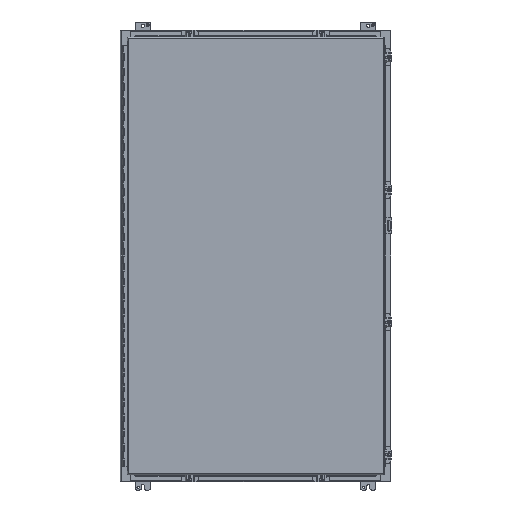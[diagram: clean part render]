
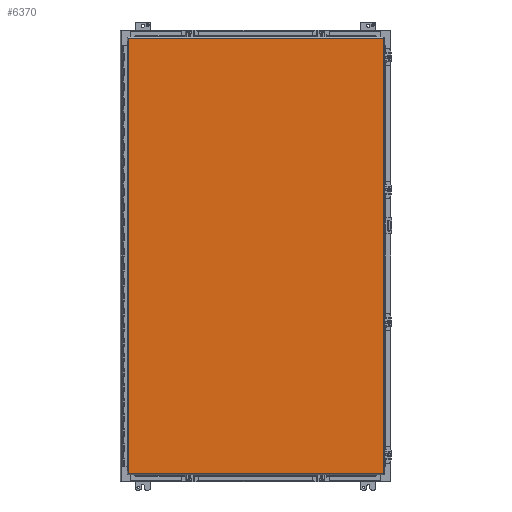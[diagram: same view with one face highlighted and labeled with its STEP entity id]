
A CAD part, front view. The second image highlights one B-rep face of the part: STEP entity #6370.
In plain terms, the highlighted planar face has unit normal (0, -1, 0).
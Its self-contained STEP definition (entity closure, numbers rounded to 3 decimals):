
#1829 = CARTESIAN_POINT ( 'NONE',  ( -16.954, -11.215, -28.995 ) ) ;
#5923 = VECTOR ( 'NONE', #42740, 39.37 ) ;
#6370 = ADVANCED_FACE ( 'NONE', ( #68258 ), #57092, .T. ) ;
#6499 = ORIENTED_EDGE ( 'NONE', *, *, #26350, .F. ) ;
#8133 = CARTESIAN_POINT ( 'NONE',  ( -16.954, -11.215, -28.995 ) ) ;
#10648 = LINE ( 'NONE', #23337, #50294 ) ;
#13994 = CARTESIAN_POINT ( 'NONE',  ( -16.954, -11.215, 28.994 ) ) ;
#15180 = LINE ( 'NONE', #39462, #59265 ) ;
#15482 = VECTOR ( 'NONE', #31208, 39.37 ) ;
#15681 = ORIENTED_EDGE ( 'NONE', *, *, #39107, .F. ) ;
#18200 = VERTEX_POINT ( 'NONE', #46960 ) ;
#22068 = AXIS2_PLACEMENT_3D ( 'NONE', #1829, #26056, #74614 ) ;
#23337 = CARTESIAN_POINT ( 'NONE',  ( -16.954, -11.215, 28.994 ) ) ;
#24463 = CARTESIAN_POINT ( 'NONE',  ( -16.954, -11.215, -28.995 ) ) ;
#26056 = DIRECTION ( 'NONE',  ( 0., -1., 0. ) ) ;
#26350 = EDGE_CURVE ( 'NONE', #45712, #76156, #47907, .T. ) ;
#26918 = VERTEX_POINT ( 'NONE', #13994 ) ;
#31208 = DIRECTION ( 'NONE',  ( 0., 0., 1. ) ) ;
#36772 = CARTESIAN_POINT ( 'NONE',  ( 17.018, -11.215, -28.995 ) ) ;
#38315 = EDGE_CURVE ( 'NONE', #26918, #18200, #10648, .T. ) ;
#39107 = EDGE_CURVE ( 'NONE', #18200, #45712, #15180, .T. ) ;
#39462 = CARTESIAN_POINT ( 'NONE',  ( 17.018, -11.215, 28.994 ) ) ;
#40485 = DIRECTION ( 'NONE',  ( 1., 0., 0. ) ) ;
#40949 = ORIENTED_EDGE ( 'NONE', *, *, #38315, .F. ) ;
#42740 = DIRECTION ( 'NONE',  ( -1., 0., 0. ) ) ;
#45712 = VERTEX_POINT ( 'NONE', #49219 ) ;
#46960 = CARTESIAN_POINT ( 'NONE',  ( 17.018, -11.215, 28.994 ) ) ;
#47907 = LINE ( 'NONE', #36772, #5923 ) ;
#49219 = CARTESIAN_POINT ( 'NONE',  ( 17.018, -11.215, -28.994 ) ) ;
#49788 = ORIENTED_EDGE ( 'NONE', *, *, #74566, .F. ) ;
#49911 = LINE ( 'NONE', #8133, #15482 ) ;
#50294 = VECTOR ( 'NONE', #40485, 39.37 ) ;
#52251 = EDGE_LOOP ( 'NONE', ( #15681, #40949, #49788, #6499 ) ) ;
#57092 = PLANE ( 'NONE',  #22068 ) ;
#59265 = VECTOR ( 'NONE', #63742, 39.37 ) ;
#63742 = DIRECTION ( 'NONE',  ( 0., 0., -1. ) ) ;
#68258 = FACE_OUTER_BOUND ( 'NONE', #52251, .T. ) ;
#74566 = EDGE_CURVE ( 'NONE', #76156, #26918, #49911, .T. ) ;
#74614 = DIRECTION ( 'NONE',  ( 0., 0., -1. ) ) ;
#76156 = VERTEX_POINT ( 'NONE', #24463 ) ;
